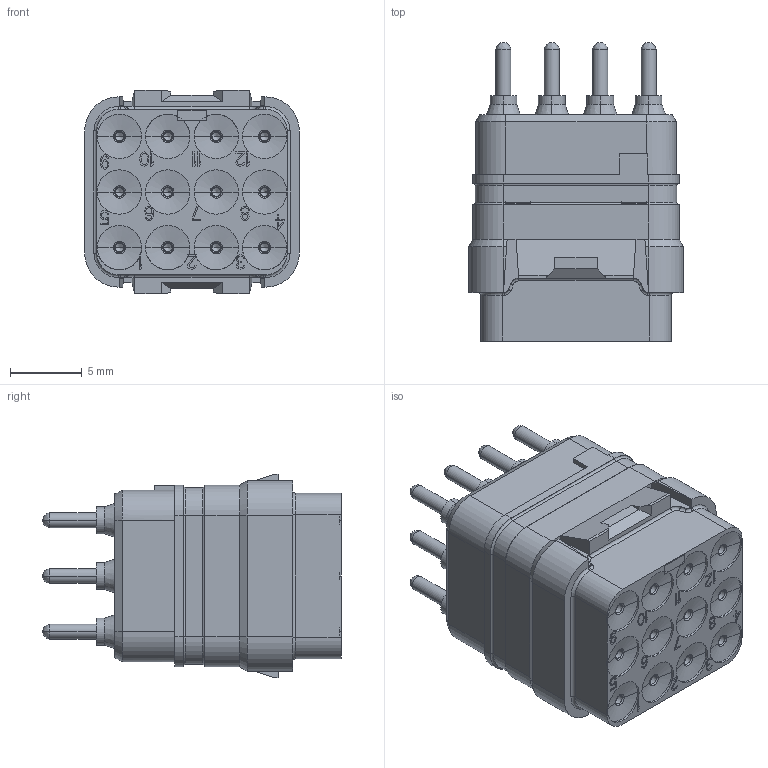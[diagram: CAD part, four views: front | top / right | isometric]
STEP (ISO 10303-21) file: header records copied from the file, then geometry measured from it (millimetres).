
FILE_DESCRIPTION((''),'2;1');
FILE_NAME('SIMM1220PNC','2019-12-19T',('presta_be4'),(''),'CREO PARAMETRIC BY PTC INC, 2018360','CREO PARAMETRIC BY PTC INC, 2018360','');
FILE_SCHEMA(('CONFIG_CONTROL_DESIGN'));
Products named in the file (1): SIMM1220PNC
Bounding box: 15 x 20.87 x 14.25 mm (x, y, z)
Volume: 1739.6 mm3; surface area: 4113.4 mm2
Topology: 1 solids, 1 shells, 2334 faces, 5706 edges, 3518 vertices
Faces by surface type: plane 1222, cylinder 480, torus 356, cone 252, bspline 24
Entity records: 69118 total; most frequent: CARTESIAN_POINT 13087, DIRECTION 12027, ORIENTED_EDGE 11364, EDGE_CURVE 5682, AXIS2_PLACEMENT_3D 4095, VECTOR 3837, LINE 3837, VERTEX_POINT 3518
